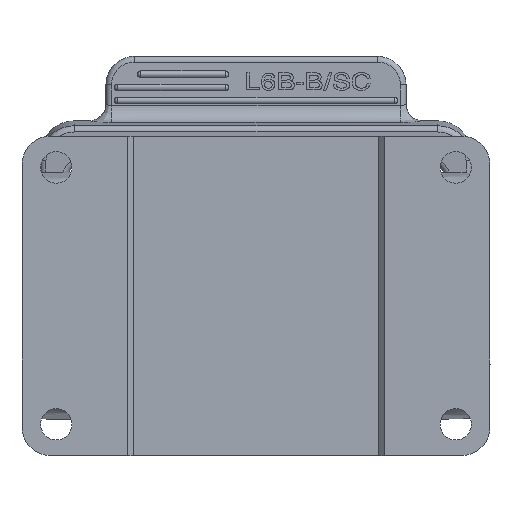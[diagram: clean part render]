
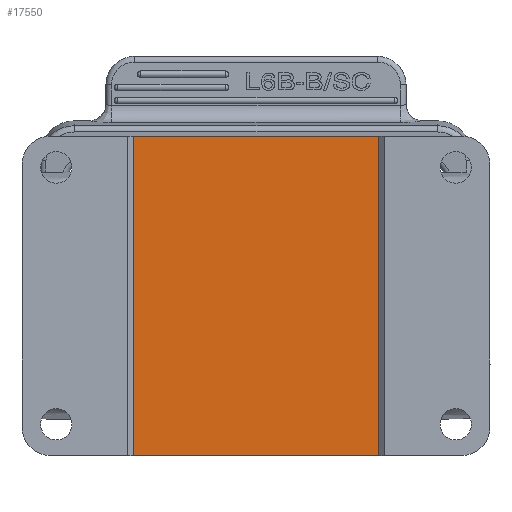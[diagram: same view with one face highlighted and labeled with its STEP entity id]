
A CAD part, front view. The second image highlights one B-rep face of the part: STEP entity #17550.
In plain terms, the highlighted planar face has unit normal (0, -1, 0).
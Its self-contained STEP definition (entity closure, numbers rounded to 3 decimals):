
#1439=DIRECTION('',(1.,0.,0.));
#1440=VECTOR('',#1439,43.);
#1441=CARTESIAN_POINT('',(20.5,1.,-56.));
#1442=LINE('',#1441,#1440);
#1841=DIRECTION('',(-1.,0.,0.));
#1842=VECTOR('',#1841,43.);
#1843=CARTESIAN_POINT('',(63.5,1.,0.));
#1844=LINE('',#1843,#1842);
#1891=DIRECTION('',(0.,0.,1.));
#1892=VECTOR('',#1891,56.);
#1893=CARTESIAN_POINT('',(63.5,1.,-56.));
#1894=LINE('',#1893,#1892);
#1895=DIRECTION('',(0.,0.,1.));
#1896=VECTOR('',#1895,56.);
#1897=CARTESIAN_POINT('',(20.5,1.,-56.));
#1898=LINE('',#1897,#1896);
#12396=CARTESIAN_POINT('',(20.5,1.,-56.));
#12397=VERTEX_POINT('',#12396);
#12398=CARTESIAN_POINT('',(63.5,1.,-56.));
#12399=VERTEX_POINT('',#12398);
#12478=CARTESIAN_POINT('',(63.5,1.,0.));
#12479=VERTEX_POINT('',#12478);
#12480=CARTESIAN_POINT('',(20.5,1.,
0.));
#12481=VERTEX_POINT('',#12480);
#17538=CARTESIAN_POINT('',(42.,1.,-28.));
#17539=DIRECTION('',(0.,1.,0.));
#17540=DIRECTION('',(0.,0.,1.));
#17541=AXIS2_PLACEMENT_3D('',#17538,#17539,#17540);
#17542=PLANE('',#17541);
#17543=ORIENTED_EDGE('',*,*,#16769,.F.);
#17545=ORIENTED_EDGE('',*,*,#17544,.T.);
#17546=ORIENTED_EDGE('',*,*,#17474,.F.);
#17547=ORIENTED_EDGE('',*,*,#17530,.F.);
#17548=EDGE_LOOP('',(#17543,#17545,#17546,#17547));
#17549=FACE_OUTER_BOUND('',#17548,.F.);
#16769=EDGE_CURVE('',#12397,#12399,#1442,.T.);
#17474=EDGE_CURVE('',#12479,#12481,#1844,.T.);
#17530=EDGE_CURVE('',#12399,#12479,#1894,.T.);
#17544=EDGE_CURVE('',#12397,#12481,#1898,.T.);
#17550=ADVANCED_FACE('',(#17549),#17542,.F.);
